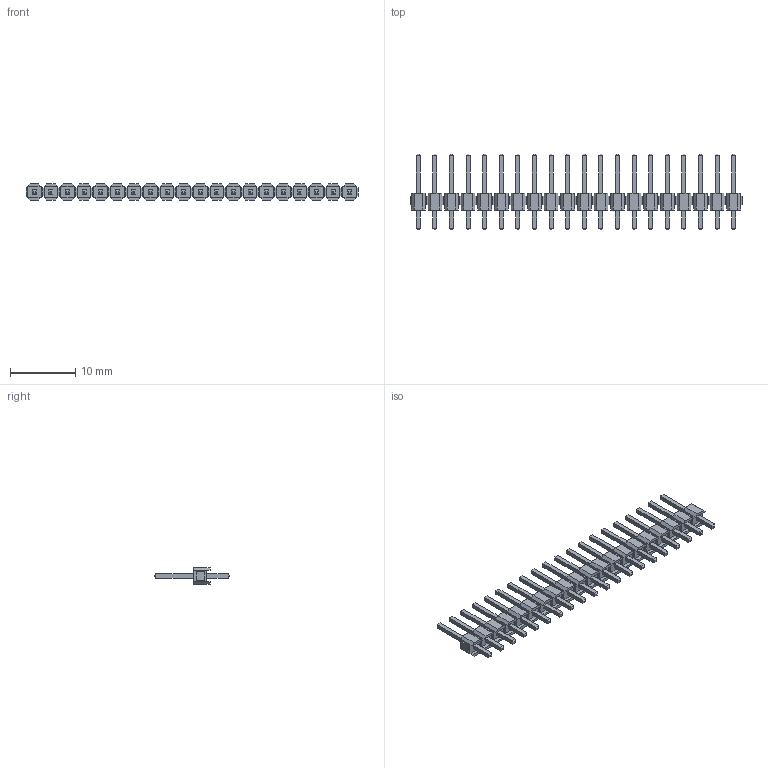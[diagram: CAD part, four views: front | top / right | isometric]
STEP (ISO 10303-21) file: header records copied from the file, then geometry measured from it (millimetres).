
FILE_DESCRIPTION (( 'STEP AP214' ), '1' );
FILE_NAME ('PLS-20.STEP', '2019-06-24T14:27:10', ( '' ), ( '' ), 'SwSTEP 2.0', 'SolidWorks 2018', '' );
FILE_SCHEMA (( 'AUTOMOTIVE_DESIGN' ));
Length unit declared in the file: millimetre
Products named in the file (2): PLS-20; PLS-01
Assembly tree (20 placements, depth 2):
  PLS-20
    PLS-01  x20
Bounding box: 50.8 x 11.54 x 2.54 mm (x, y, z)
Volume: 307.1 mm3; surface area: 1152.4 mm2
Topology: 20 solids, 20 shells, 840 faces, 1920 edges, 1200 vertices
Faces by surface type: plane 840
Entity records: 1824 total; most frequent: DIRECTION 226, CARTESIAN_POINT 221, ORIENTED_EDGE 192, EDGE_CURVE 96, VECTOR 96, LINE 96, AXIS2_PLACEMENT_3D 65, VERTEX_POINT 60
